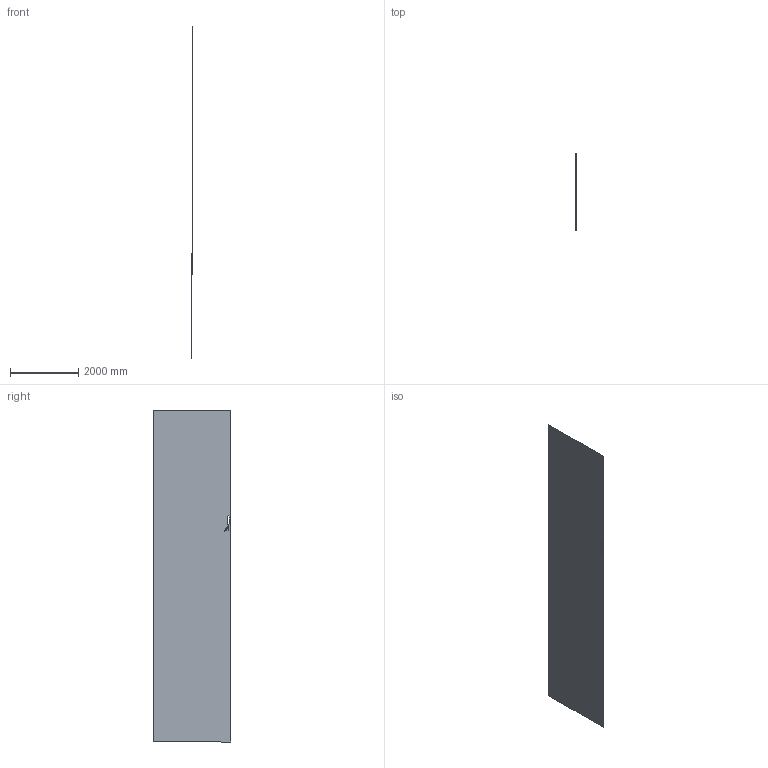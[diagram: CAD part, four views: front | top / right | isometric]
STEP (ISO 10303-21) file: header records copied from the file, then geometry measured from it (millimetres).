
FILE_DESCRIPTION (( 'STEP AP214' ), '1' );
FILE_NAME ('NFR_25_FrontWing_V3_4_2d_sim.STEP', '2024-11-08T17:57:39', ( '' ), ( '' ), 'SwSTEP 2.0', 'SolidWorks 2024', '' );
FILE_SCHEMA (( 'AUTOMOTIVE_DESIGN' ));
Length unit declared in the file: inch
Products named in the file (1): NFR_25_FrontWing_V3_4_2d_sim
Bounding box: 0 x 2262.29 x 9703.14 mm (x, y, z)
Surface area: 21895744.3 mm2 (no closed solid volume)
Topology: 0 solids, 1 shells, 1 faces, 11 edges, 11 vertices
Faces by surface type: bspline 1
Entity records: 576 total; most frequent: CARTESIAN_POINT 497, VERTEX_POINT 11, ORIENTED_EDGE 11, EDGE_CURVE 11, B_SPLINE_CURVE_WITH_KNOTS 9, EDGE_LOOP 4, DIRECTION 4, FACE_BOUND 3
